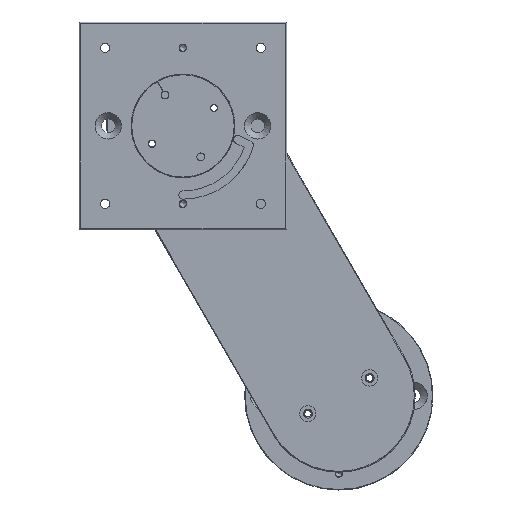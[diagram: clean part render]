
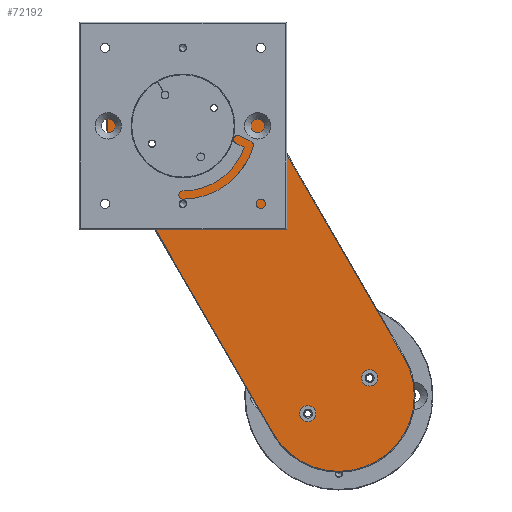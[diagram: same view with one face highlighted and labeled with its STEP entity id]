
A CAD part, front view. The second image highlights one B-rep face of the part: STEP entity #72192.
In plain terms, the highlighted planar face has unit normal (0, -1, 0).
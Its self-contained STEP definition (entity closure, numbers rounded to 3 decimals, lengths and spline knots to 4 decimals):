
#2724 = DIRECTION ( 'NONE',  ( 0., -1., 0. ) ) ;
#3520 = EDGE_LOOP ( 'NONE', ( #28263 ) ) ;
#3572 = AXIS2_PLACEMENT_3D ( 'NONE', #6507, #31999, #57488 ) ;
#3909 = FACE_BOUND ( 'NONE', #3520, .T. ) ;
#5467 = VERTEX_POINT ( 'NONE', #52217 ) ;
#5740 = AXIS2_PLACEMENT_3D ( 'NONE', #44757, #70195, #12957 ) ;
#6507 = CARTESIAN_POINT ( 'NONE',  ( -3.2384, 6.1349, -6.0399 ) ) ;
#6832 = DIRECTION ( 'NONE',  ( 0.5, 0., -0.866 ) ) ;
#7042 = EDGE_CURVE ( 'NONE', #68986, #5467, #53850, .T. ) ;
#9340 = DIRECTION ( 'NONE',  ( -0.866, 0., -0.5 ) ) ;
#9533 = DIRECTION ( 'NONE',  ( 0., 0., 1. ) ) ;
#10979 = AXIS2_PLACEMENT_3D ( 'NONE', #48655, #74079, #16857 ) ;
#12005 = AXIS2_PLACEMENT_3D ( 'NONE', #41328, #66773, #9533 ) ;
#12797 = CARTESIAN_POINT ( 'NONE',  ( -3.9022, 6.1349, -6.4232 ) ) ;
#12957 = DIRECTION ( 'NONE',  ( 0.866, 0., 0.5 ) ) ;
#16857 = DIRECTION ( 'NONE',  ( -0.866, 0., -0.5 ) ) ;
#18092 = CARTESIAN_POINT ( 'NONE',  ( -5.643, 6.1349, 0.427 ) ) ;
#19982 = LINE ( 'NONE', #45495, #64932 ) ;
#22311 = CARTESIAN_POINT ( 'NONE',  ( -1.9123, 6.1349, -5.2743 ) ) ;
#23145 = PLANE ( 'NONE',  #10979 ) ;
#27775 = VERTEX_POINT ( 'NONE', #53261 ) ;
#27955 = CARTESIAN_POINT ( 'NONE',  ( -6.9022, 6.1349, -1.227 ) ) ;
#28235 = DIRECTION ( 'NONE',  ( -0.866, 0., -0.5 ) ) ;
#28263 = ORIENTED_EDGE ( 'NONE', *, *, #81855, .T. ) ;
#29418 = FACE_OUTER_BOUND ( 'NONE', #47182, .T. ) ;
#31999 = DIRECTION ( 'NONE',  ( 0., -1., 0. ) ) ;
#35809 = ORIENTED_EDGE ( 'NONE', *, *, #65301, .T. ) ;
#38203 = VERTEX_POINT ( 'NONE', #46099 ) ;
#38615 = LINE ( 'NONE', #64055, #39619 ) ;
#39619 = VECTOR ( 'NONE', #6832, 39.3701 ) ;
#39625 = CIRCLE ( 'NONE', #3572, 0.1562 ) ;
#41142 = CARTESIAN_POINT ( 'NONE',  ( -2.643, 6.1349, -5.6962 ) ) ;
#41328 = CARTESIAN_POINT ( 'NONE',  ( -5.643, 6.1349, -0.5 ) ) ;
#41800 = CIRCLE ( 'NONE', #5740, 0.1562 ) ;
#44756 = AXIS2_PLACEMENT_3D ( 'NONE', #59976, #2724, #28235 ) ;
#44758 = EDGE_CURVE ( 'NONE', #5467, #38203, #19982, .T. ) ;
#44757 = CARTESIAN_POINT ( 'NONE',  ( -2.0476, 6.1349, -5.3524 ) ) ;
#44901 = EDGE_CURVE ( 'NONE', #27775, #27775, #39625, .T. ) ;
#45495 = CARTESIAN_POINT ( 'NONE',  ( -1.3838, 6.1349, -4.9692 ) ) ;
#46099 = CARTESIAN_POINT ( 'NONE',  ( -4.3838, 6.1349, 0.227 ) ) ;
#47182 = EDGE_LOOP ( 'NONE', ( #35809, #60257, #75680, #73756 ) ) ;
#47295 = EDGE_LOOP ( 'NONE', ( #70833 ) ) ;
#48076 = CIRCLE ( 'NONE', #12005, 0.927 ) ;
#48655 = CARTESIAN_POINT ( 'NONE',  ( -2.643, 6.1349, -5.6962 ) ) ;
#49236 = EDGE_CURVE ( 'NONE', #54733, #68986, #38615, .T. ) ;
#52217 = CARTESIAN_POINT ( 'NONE',  ( -1.3838, 6.1349, -4.9692 ) ) ;
#53261 = CARTESIAN_POINT ( 'NONE',  ( -3.103, 6.1349, -5.9618 ) ) ;
#53850 = CIRCLE ( 'NONE', #76530, 1.454 ) ;
#54733 = VERTEX_POINT ( 'NONE', #27955 ) ;
#54907 = FACE_BOUND ( 'NONE', #80028, .T. ) ;
#56678 = EDGE_CURVE ( 'NONE', #79526, #79526, #41800, .T. ) ;
#57488 = DIRECTION ( 'NONE',  ( 0.866, 0., 0.5 ) ) ;
#59976 = CARTESIAN_POINT ( 'NONE',  ( -5.643, 6.1349, -0.5 ) ) ;
#60257 = ORIENTED_EDGE ( 'NONE', *, *, #49236, .T. ) ;
#64055 = CARTESIAN_POINT ( 'NONE',  ( -3.9022, 6.1349, -6.4232 ) ) ;
#64932 = VECTOR ( 'NONE', #70935, 39.3701 ) ;
#65301 = EDGE_CURVE ( 'NONE', #38203, #54733, #80738, .T. ) ;
#66585 = DIRECTION ( 'NONE',  ( 0., -1., 0. ) ) ;
#66773 = DIRECTION ( 'NONE',  ( 0., 1., 0. ) ) ;
#68986 = VERTEX_POINT ( 'NONE', #12797 ) ;
#70195 = DIRECTION ( 'NONE',  ( 0., -1., 0. ) ) ;
#70833 = ORIENTED_EDGE ( 'NONE', *, *, #44901, .F. ) ;
#70935 = DIRECTION ( 'NONE',  ( -0.5, 0., 0.866 ) ) ;
#72192 = ADVANCED_FACE ( 'NONE', ( #3909, #29418, #54907, #80362 ), #23145, .F. ) ;
#73756 = ORIENTED_EDGE ( 'NONE', *, *, #44758, .T. ) ;
#74079 = DIRECTION ( 'NONE',  ( 0., 1., 0. ) ) ;
#74188 = ORIENTED_EDGE ( 'NONE', *, *, #56678, .F. ) ;
#75319 = VERTEX_POINT ( 'NONE', #18092 ) ;
#75680 = ORIENTED_EDGE ( 'NONE', *, *, #7042, .T. ) ;
#76530 = AXIS2_PLACEMENT_3D ( 'NONE', #41142, #66585, #9340 ) ;
#79526 = VERTEX_POINT ( 'NONE', #22311 ) ;
#80028 = EDGE_LOOP ( 'NONE', ( #74188 ) ) ;
#80362 = FACE_BOUND ( 'NONE', #47295, .T. ) ;
#80738 = CIRCLE ( 'NONE', #44756, 1.454 ) ;
#81855 = EDGE_CURVE ( 'NONE', #75319, #75319, #48076, .T. ) ;
